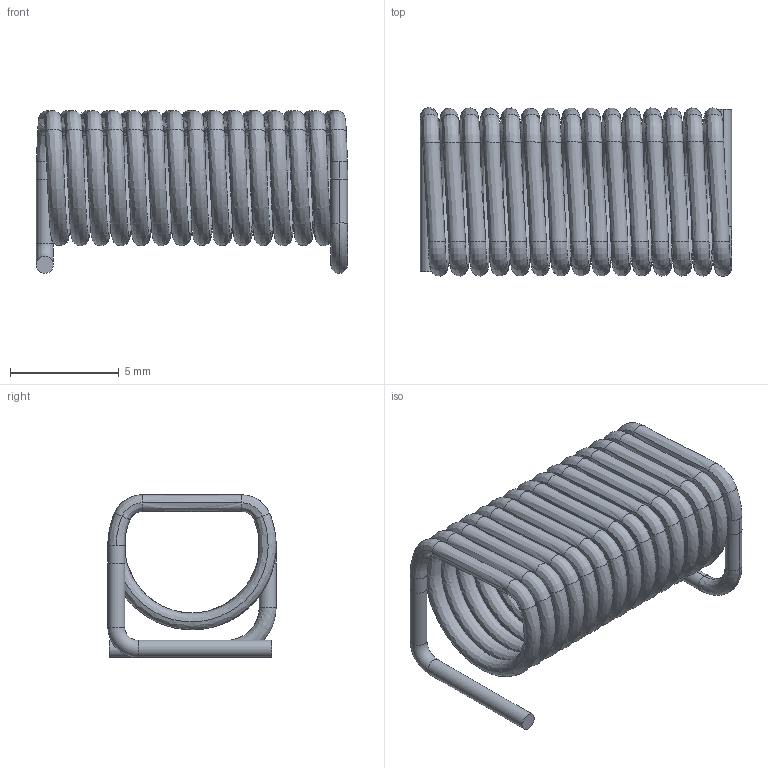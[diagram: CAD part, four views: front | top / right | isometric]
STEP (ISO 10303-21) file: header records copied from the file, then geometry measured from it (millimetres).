
FILE_DESCRIPTION(/* description */ (''),/* implementation_level */ '2;1');
FILE_NAME(/* name */ 'IND_COILCRAFT_2929SQ-501.stp',/* time_stamp */ '2016-01-26T13:19:09+01:00',/* author */ ('riccim'),/* organization */ (''),/* preprocessor_version */ 'ST-DEVELOPER v15.5',/* originating_system */ 'AutoCAD Mechanical',/* authorisation */ '');
FILE_SCHEMA (('AUTOMOTIVE_DESIGN { 1 0 10303 214 3 1 1 }'));
Length unit declared in the file: millimetre
Products named in the file (1): Product
Bounding box: 14.33 x 7.75 x 7.49 mm (x, y, z)
Volume: 153.6 mm3; surface area: 791.4 mm2
Topology: 4 solids, 4 shells, 147 faces, 293 edges, 154 vertices
Faces by surface type: bspline 134, plane 9, cylinder 3, torus 1
Full cylindrical faces by diameter (mm): 0.78 x3
Entity records: 13752 total; most frequent: CARTESIAN_POINT 11425, ORIENTED_EDGE 576, DIRECTION 336, EDGE_CURVE 288, AXIS2_PLACEMENT_3D 164, VERTEX_POINT 153, EDGE_LOOP 151, CIRCLE 150
